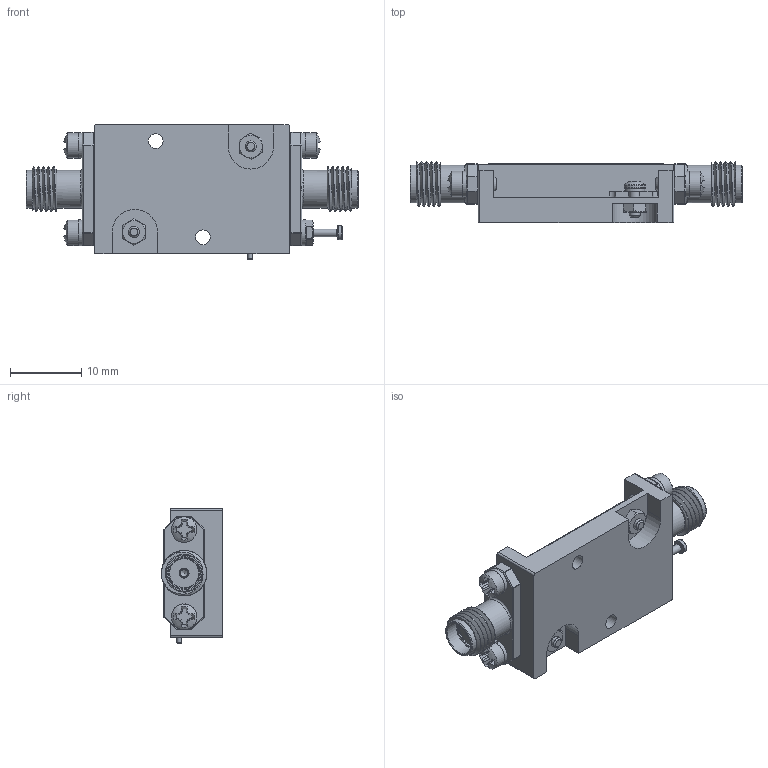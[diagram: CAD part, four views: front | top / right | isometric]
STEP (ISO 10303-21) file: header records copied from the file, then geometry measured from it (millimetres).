
FILE_DESCRIPTION (( 'STEP AP214' ), '1' );
FILE_NAME ('PEC-30-10M20-SFF.STEP', '2024-10-04T20:02:53', ( '' ), ( '' ), 'SwSTEP 2.0', 'SolidWorks 2024', '' );
FILE_SCHEMA (( 'AUTOMOTIVE_DESIGN' ));
Length unit declared in the file: inch
Products named in the file (1): PEC-30-10M20-SFF
Bounding box: 46.48 x 8.56 x 18.82 mm (x, y, z)
Volume: 3559.5 mm3; surface area: 4639.5 mm2
Topology: 26 solids, 26 shells, 789 faces, 2638 edges, 2000 vertices
Faces by surface type: plane 370, cylinder 196, cone 70, torus 70, sphere 63, bspline 20
Full cylindrical faces by diameter (mm): 0.305 x4, 0.508 x2, 0.635 x2, 0.711 x1, 0.762 x2, 1.016 x2, 1.067 x1, 1.18 x6, 1.27 x2, 1.524 x10, 1.702 x2, 1.93 x4, 2.007 x2, 2.057 x2, 2.184 x8, 2.591 x4, 2.896 x1, 2.946 x2, 3.175 x2, 3.302 x2, 3.556 x3, 4.191 x4, 4.597 x2, 5.283 x4
Entity records: 43680 total; most frequent: CARTESIAN_POINT 11553, ORIENTED_EDGE 4808, DIRECTION 3970, EDGE_CURVE 2404, VERTEX_POINT 1978, AXIS2_PLACEMENT_3D 1390, VECTOR 1190, LINE 1190
